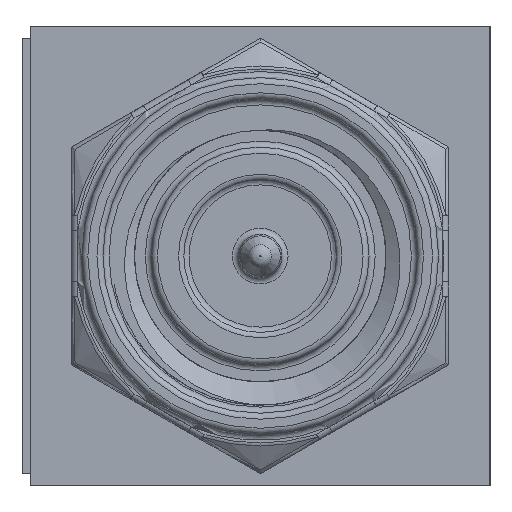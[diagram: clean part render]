
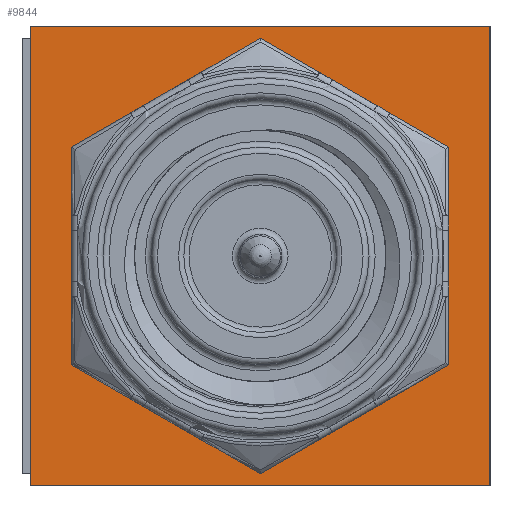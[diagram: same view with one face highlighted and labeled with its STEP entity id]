
A CAD part, left-side view. The second image highlights one B-rep face of the part: STEP entity #9844.
In plain terms, the highlighted planar face has unit normal (-1, 0, 0).
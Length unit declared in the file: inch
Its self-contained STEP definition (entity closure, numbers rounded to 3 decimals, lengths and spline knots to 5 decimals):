
#848 = VERTEX_POINT ( 'NONE', #37273 ) ;
#1497 = ORIENTED_EDGE ( 'NONE', *, *, #45506, .F. ) ;
#3757 = LINE ( 'NONE', #17055, #7398 ) ;
#4176 = EDGE_LOOP ( 'NONE', ( #32378, #1497, #51005, #40986 ) ) ;
#5288 = LINE ( 'NONE', #51357, #32617 ) ;
#7334 = PLANE ( 'NONE',  #7666 ) ;
#7398 = VECTOR ( 'NONE', #21469, 39.37008 ) ;
#7666 = AXIS2_PLACEMENT_3D ( 'NONE', #30379, #21978, #25593 ) ;
#9844 = ADVANCED_FACE ( 'NONE', ( #50359 ), #7334, .T. ) ;
#10196 = CARTESIAN_POINT ( 'NONE',  ( 0., 0., -0.38 ) ) ;
#12051 = VECTOR ( 'NONE', #15417, 39.37008 ) ;
#12852 = EDGE_CURVE ( 'NONE', #848, #21206, #5288, .T. ) ;
#15417 = DIRECTION ( 'NONE',  ( 0., 0., 1. ) ) ;
#17055 = CARTESIAN_POINT ( 'NONE',  ( 0., 0., 0. ) ) ;
#21206 = VERTEX_POINT ( 'NONE', #46041 ) ;
#21469 = DIRECTION ( 'NONE',  ( 0., 0., 1. ) ) ;
#21978 = DIRECTION ( 'NONE',  ( -1., 0., 0. ) ) ;
#23533 = VERTEX_POINT ( 'NONE', #37750 ) ;
#24595 = DIRECTION ( 'NONE',  ( 0., 1., 0. ) ) ;
#25593 = DIRECTION ( 'NONE',  ( 0., 0., 1. ) ) ;
#26525 = EDGE_CURVE ( 'NONE', #23533, #848, #44019, .T. ) ;
#28506 = LINE ( 'NONE', #49873, #39532 ) ;
#30379 = CARTESIAN_POINT ( 'NONE',  ( 0., -0.38, 0. ) ) ;
#31890 = DIRECTION ( 'NONE',  ( 0., 1., 0. ) ) ;
#32378 = ORIENTED_EDGE ( 'NONE', *, *, #33207, .F. ) ;
#32617 = VECTOR ( 'NONE', #31890, 39.37008 ) ;
#33207 = EDGE_CURVE ( 'NONE', #49447, #21206, #3757, .T. ) ;
#35743 = CARTESIAN_POINT ( 'NONE',  ( 0., -0.38, 0. ) ) ;
#37273 = CARTESIAN_POINT ( 'NONE',  ( 0., -0.38, 0. ) ) ;
#37750 = CARTESIAN_POINT ( 'NONE',  ( 0., -0.38, -0.38 ) ) ;
#39532 = VECTOR ( 'NONE', #24595, 39.37008 ) ;
#40986 = ORIENTED_EDGE ( 'NONE', *, *, #12852, .T. ) ;
#44019 = LINE ( 'NONE', #35743, #12051 ) ;
#45506 = EDGE_CURVE ( 'NONE', #23533, #49447, #28506, .T. ) ;
#46041 = CARTESIAN_POINT ( 'NONE',  ( 0., 0., 0. ) ) ;
#49447 = VERTEX_POINT ( 'NONE', #10196 ) ;
#49873 = CARTESIAN_POINT ( 'NONE',  ( 0., -0.38, -0.38 ) ) ;
#50359 = FACE_OUTER_BOUND ( 'NONE', #4176, .T. ) ;
#51005 = ORIENTED_EDGE ( 'NONE', *, *, #26525, .T. ) ;
#51357 = CARTESIAN_POINT ( 'NONE',  ( 0., -0.38, 0. ) ) ;
